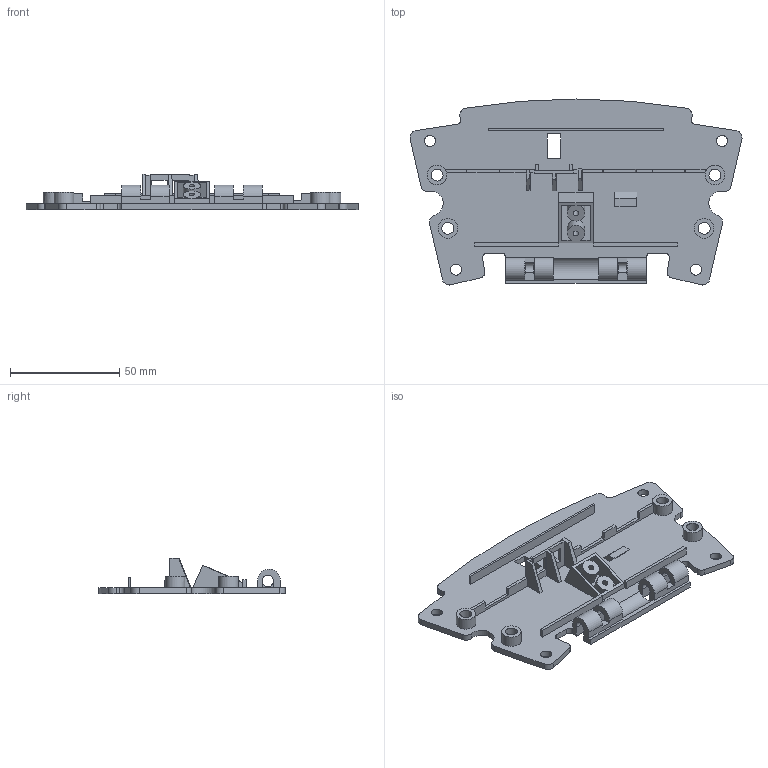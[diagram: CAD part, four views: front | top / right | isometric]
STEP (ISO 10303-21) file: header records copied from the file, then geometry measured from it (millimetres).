
FILE_DESCRIPTION(/* description */ (''),/* implementation_level */ '2;1');
FILE_NAME(/* name */ 'ButtonPlate v2.step',/* time_stamp */ '2024-10-21T19:35:53-04:00',/* author */ (''),/* organization */ (''),/* preprocessor_version */ 'ST-DEVELOPER v20',/* originating_system */ 'Autodesk Translation Framework v13.20.0.188',/* authorisation */ '');
FILE_SCHEMA (('AUTOMOTIVE_DESIGN { 1 0 10303 214 3 1 1 }'));
Length unit declared in the file: millimetre
Products named in the file (1): 按键底座
Bounding box: 152.21 x 85.28 x 16.43 mm (x, y, z)
Volume: 34218.6 mm3; surface area: 29371.9 mm2
Topology: 1 solids, 1 shells, 190 faces, 570 edges, 378 vertices
Faces by surface type: plane 142, cylinder 48
Full cylindrical faces by diameter (mm): 2.52 x2, 5.1 x4, 5.5 x4, 8 x2, 9 x4
Entity records: 6490 total; most frequent: ORIENTED_EDGE 1140, CARTESIAN_POINT 1139, DIRECTION 1060, EDGE_CURVE 570, LINE 462, VECTOR 462, VERTEX_POINT 378, AXIS2_PLACEMENT_3D 299
